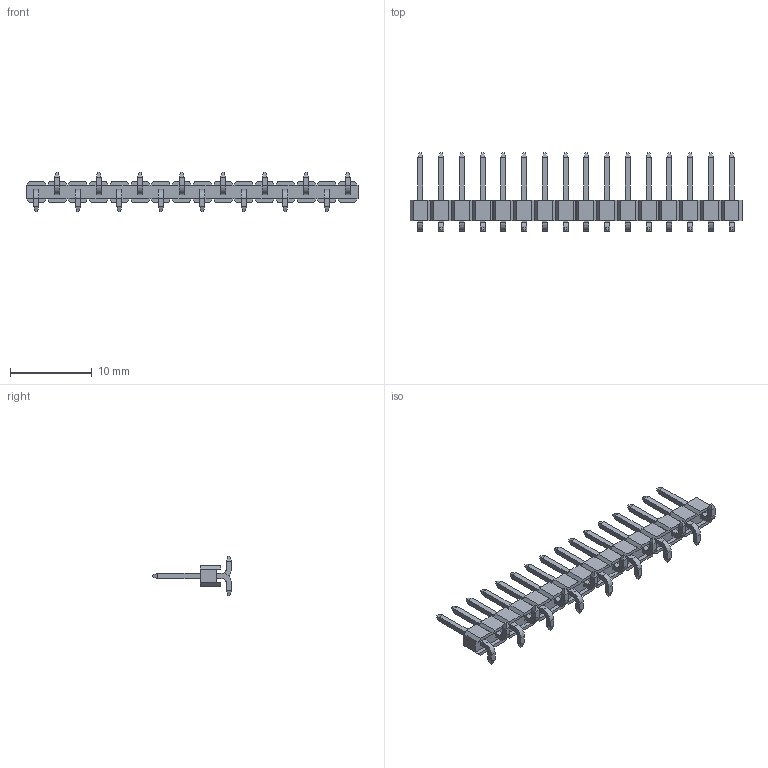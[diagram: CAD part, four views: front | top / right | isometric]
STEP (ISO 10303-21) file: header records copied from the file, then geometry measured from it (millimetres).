
FILE_DESCRIPTION((''),'2;1');
FILE_NAME('878981626','2014-03-05T',('me'),(''),'PRO/ENGINEER BY PARAMETRIC TECHNOLOGY CORPORATION, 2011490','PRO/ENGINEER BY PARAMETRIC TECHNOLOGY CORPORATION, 2011490','');
FILE_SCHEMA(('CONFIG_CONTROL_DESIGN'));
Length unit declared in the file: millimetre
Products named in the file (1): 878981626
Bounding box: 40.64 x 9.65 x 4.8 mm (x, y, z)
Volume: 263.5 mm3; surface area: 837.4 mm2
Topology: 1 solids, 1 shells, 606 faces, 1528 edges, 956 vertices
Faces by surface type: plane 574, cylinder 32
Entity records: 17463 total; most frequent: CARTESIAN_POINT 3027, ORIENTED_EDGE 2928, DIRECTION 2806, VECTOR 1464, LINE 1464, EDGE_CURVE 1464, VERTEX_POINT 892, AXIS2_PLACEMENT_3D 671
